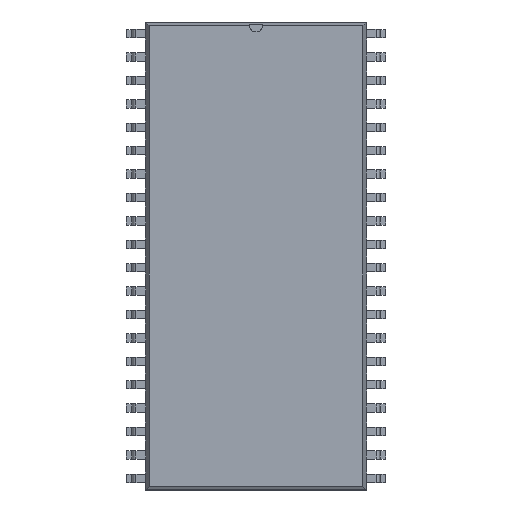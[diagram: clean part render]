
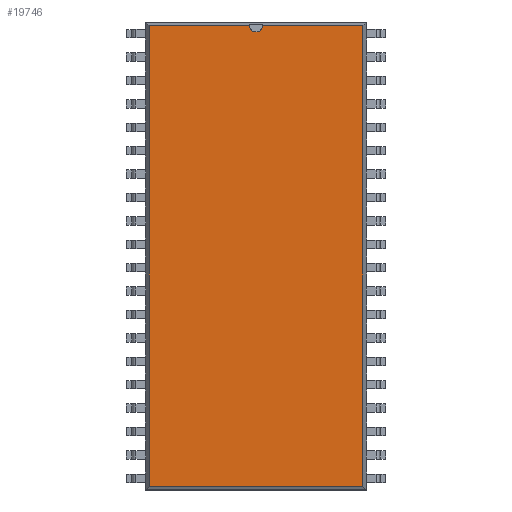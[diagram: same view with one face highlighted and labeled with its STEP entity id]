
A CAD part, top view. The second image highlights one B-rep face of the part: STEP entity #19746.
In plain terms, the highlighted planar face has unit normal (0, 0, 1).
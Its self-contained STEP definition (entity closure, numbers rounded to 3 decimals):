
#12879 = VERTEX_POINT('',#12880);
#12880 = CARTESIAN_POINT('',(11.601,25.001,3.68));
#12885 = EDGE_CURVE('',#12886,#12879,#12888,.T.);
#12886 = VERTEX_POINT('',#12887);
#12887 = CARTESIAN_POINT('',(11.601,-25.001,3.68));
#12888 = LINE('',#12889,#12890);
#12889 = CARTESIAN_POINT('',(11.601,-25.001,3.68));
#12890 = VECTOR('',#12891,1.);
#12891 = DIRECTION('',(0.,1.,0.));
#16209 = VERTEX_POINT('',#16210);
#16210 = CARTESIAN_POINT('',(-11.601,25.001,3.68));
#16215 = EDGE_CURVE('',#16216,#16209,#16218,.T.);
#16216 = VERTEX_POINT('',#16217);
#16217 = CARTESIAN_POINT('',(-0.746,25.001,3.68));
#16218 = LINE('',#16219,#16220);
#16219 = CARTESIAN_POINT('',(11.601,25.001,3.68));
#16220 = VECTOR('',#16221,1.);
#16221 = DIRECTION('',(-1.,0.,0.));
#16244 = VERTEX_POINT('',#16245);
#16245 = CARTESIAN_POINT('',(0.746,25.001,3.68));
#16256 = EDGE_CURVE('',#12879,#16244,#16257,.T.);
#16257 = LINE('',#16258,#16259);
#16258 = CARTESIAN_POINT('',(11.601,25.001,3.68));
#16259 = VECTOR('',#16260,1.);
#16260 = DIRECTION('',(-1.,0.,0.));
#16412 = VERTEX_POINT('',#16413);
#16413 = CARTESIAN_POINT('',(-11.601,-25.001,3.68));
#16418 = EDGE_CURVE('',#16209,#16412,#16419,.T.);
#16419 = LINE('',#16420,#16421);
#16420 = CARTESIAN_POINT('',(-11.601,25.001,3.68));
#16421 = VECTOR('',#16422,1.);
#16422 = DIRECTION('',(0.,-1.,0.));
#19735 = EDGE_CURVE('',#16412,#12886,#19736,.T.);
#19736 = LINE('',#19737,#19738);
#19737 = CARTESIAN_POINT('',(-11.601,-25.001,3.68));
#19738 = VECTOR('',#19739,1.);
#19739 = DIRECTION('',(1.,0.,0.));
#19746 = ADVANCED_FACE('',(#19747),#19770,.F.);
#19747 = FACE_BOUND('',#19748,.F.);
#19748 = EDGE_LOOP('',(#19749,#19750,#19751,#19752,#19753,#19762,#19769)
);
#19749 = ORIENTED_EDGE('',*,*,#12885,.F.);
#19750 = ORIENTED_EDGE('',*,*,#19735,.F.);
#19751 = ORIENTED_EDGE('',*,*,#16418,.F.);
#19752 = ORIENTED_EDGE('',*,*,#16215,.F.);
#19753 = ORIENTED_EDGE('',*,*,#19754,.F.);
#19754 = EDGE_CURVE('',#19755,#16216,#19757,.T.);
#19755 = VERTEX_POINT('',#19756);
#19756 = CARTESIAN_POINT('',(0.,24.326,3.68)
);
#19757 = CIRCLE('',#19758,0.75);
#19758 = AXIS2_PLACEMENT_3D('',#19759,#19760,#19761);
#19759 = CARTESIAN_POINT('',(0.,25.076,3.68)
);
#19760 = DIRECTION('',(0.,0.,-1.));
#19761 = DIRECTION('',(0.,-1.,0.));
#19762 = ORIENTED_EDGE('',*,*,#19763,.F.);
#19763 = EDGE_CURVE('',#16244,#19755,#19764,.T.);
#19764 = CIRCLE('',#19765,0.75);
#19765 = AXIS2_PLACEMENT_3D('',#19766,#19767,#19768);
#19766 = CARTESIAN_POINT('',(0.,25.076,3.68)
);
#19767 = DIRECTION('',(0.,0.,-1.));
#19768 = DIRECTION('',(0.,-1.,0.));
#19769 = ORIENTED_EDGE('',*,*,#16256,.F.);
#19770 = PLANE('',#19771);
#19771 = AXIS2_PLACEMENT_3D('',#19772,#19773,#19774);
#19772 = CARTESIAN_POINT('',(11.601,-25.001,3.68));
#19773 = DIRECTION('',(0.,0.,-1.));
#19774 = DIRECTION('',(-0.421,0.907,0.));
